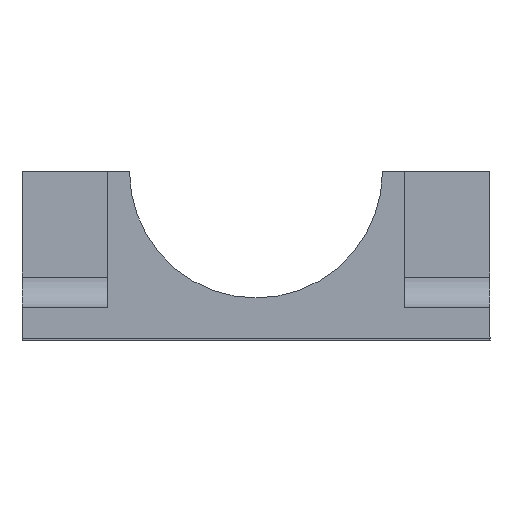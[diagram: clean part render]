
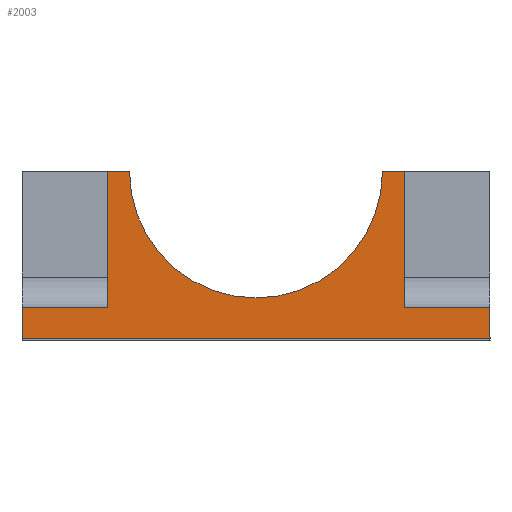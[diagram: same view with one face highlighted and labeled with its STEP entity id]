
A CAD part, top view. The second image highlights one B-rep face of the part: STEP entity #2003.
In plain terms, the highlighted planar face has unit normal (0, 0, 1).
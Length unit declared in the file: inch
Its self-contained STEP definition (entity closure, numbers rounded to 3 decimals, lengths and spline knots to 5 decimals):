
#197=CIRCLE('',#2059,0.5);
#231=CIRCLE('',#2149,1.136);
#232=CIRCLE('',#2150,1.136);
#313=FACE_OUTER_BOUND('',#425,.T.);
#425=EDGE_LOOP('',(#1764,#1765,#1766,#1767,#1768,#1769,#1770,#1771,#1772,
#1773,#1774,#1775));
#455=LINE('',#2687,#653);
#465=LINE('',#2710,#663);
#595=LINE('',#3408,#793);
#608=LINE('',#3438,#806);
#624=LINE('',#3509,#822);
#625=LINE('',#3512,#823);
#631=LINE('',#3534,#829);
#632=LINE('',#3536,#830);
#633=LINE('',#3541,#831);
#653=VECTOR('',#2184,0.0875);
#663=VECTOR('',#2198,0.0875);
#793=VECTOR('',#2450,0.12);
#806=VECTOR('',#2469,0.12);
#822=VECTOR('',#2567,0.3375);
#823=VECTOR('',#2572,0.53945);
#829=VECTOR('',#2600,0.3375);
#830=VECTOR('',#2603,0.53945);
#831=VECTOR('',#2608,1.84921);
#851=VERTEX_POINT('',#2684);
#852=VERTEX_POINT('',#2686);
#862=VERTEX_POINT('',#2707);
#863=VERTEX_POINT('',#2709);
#993=VERTEX_POINT('',#3405);
#994=VERTEX_POINT('',#3407);
#1007=VERTEX_POINT('',#3435);
#1008=VERTEX_POINT('',#3437);
#1022=VERTEX_POINT('',#3508);
#1027=VERTEX_POINT('',#3532);
#1028=VERTEX_POINT('',#3538);
#1029=VERTEX_POINT('',#3540);
#1039=EDGE_CURVE('',#852,#851,#455,.T.);
#1050=EDGE_CURVE('',#863,#862,#465,.T.);
#1161=EDGE_CURVE('',#862,#852,#197,.T.);
#1229=EDGE_CURVE('',#994,#993,#595,.T.);
#1244=EDGE_CURVE('',#1008,#1007,#608,.T.);
#1276=EDGE_CURVE('',#1022,#1008,#624,.T.);
#1278=EDGE_CURVE('',#851,#1022,#625,.T.);
#1289=EDGE_CURVE('',#993,#1027,#631,.T.);
#1290=EDGE_CURVE('',#1027,#863,#632,.T.);
#1291=EDGE_CURVE('',#1007,#1028,#231,.T.);
#1292=EDGE_CURVE('',#1028,#1029,#633,.T.);
#1293=EDGE_CURVE('',#1029,#994,#232,.T.);
#1764=ORIENTED_EDGE('',*,*,#1050,.T.);
#1765=ORIENTED_EDGE('',*,*,#1161,.T.);
#1766=ORIENTED_EDGE('',*,*,#1039,.T.);
#1767=ORIENTED_EDGE('',*,*,#1278,.T.);
#1768=ORIENTED_EDGE('',*,*,#1276,.T.);
#1769=ORIENTED_EDGE('',*,*,#1244,.T.);
#1770=ORIENTED_EDGE('',*,*,#1291,.T.);
#1771=ORIENTED_EDGE('',*,*,#1292,.T.);
#1772=ORIENTED_EDGE('',*,*,#1293,.T.);
#1773=ORIENTED_EDGE('',*,*,#1229,.T.);
#1774=ORIENTED_EDGE('',*,*,#1289,.T.);
#1775=ORIENTED_EDGE('',*,*,#1290,.T.);
#1913=PLANE('',#2148);
#2003=ADVANCED_FACE('',(#313),#1913,.T.);
#2059=AXIS2_PLACEMENT_3D('',#3081,#2342,#2343);
#2148=AXIS2_PLACEMENT_3D('',#3537,#2604,#2605);
#2149=AXIS2_PLACEMENT_3D('',#3539,#2606,#2607);
#2150=AXIS2_PLACEMENT_3D('',#3542,#2609,#2610);
#2184=DIRECTION('',(-1.,0.,0.));
#2198=DIRECTION('',(-1.,0.,0.));
#2342=DIRECTION('center_axis',(0.,0.,
-1.));
#2343=DIRECTION('ref_axis',(-1.,0.,0.));
#2450=DIRECTION('',(0.,1.,0.));
#2469=DIRECTION('',(0.,-1.,0.));
#2567=DIRECTION('',(-1.,0.,0.));
#2572=DIRECTION('',(0.,-1.,0.));
#2600=DIRECTION('',(-1.,0.,0.));
#2603=DIRECTION('',(0.,1.,0.));
#2604=DIRECTION('center_axis',(0.,0.,
1.));
#2605=DIRECTION('ref_axis',(1.,0.,0.));
#2606=DIRECTION('center_axis',(0.,0.,1.));
#2607=DIRECTION('ref_axis',(1.,0.,0.));
#2608=DIRECTION('',(1.,0.,0.));
#2609=DIRECTION('center_axis',(0.,0.,1.));
#2610=DIRECTION('ref_axis',(1.,0.,0.));
#2684=CARTESIAN_POINT('',(-0.5875,0.,2.325));
#2686=CARTESIAN_POINT('',(-0.5,0.,2.325));
#2687=CARTESIAN_POINT('',(-0.66023,0.,2.325));
#2707=CARTESIAN_POINT('',(0.5,0.,2.325));
#2709=CARTESIAN_POINT('',(0.5875,0.,2.325));
#2710=CARTESIAN_POINT('',(-0.66023,0.,2.325));
#3081=CARTESIAN_POINT('Origin',(0.,0.,2.325));
#3405=CARTESIAN_POINT('',(0.925,-0.53945,2.325));
#3407=CARTESIAN_POINT('',(0.925,-0.65945,2.325));
#3408=CARTESIAN_POINT('',(0.925,0.,2.325));
#3435=CARTESIAN_POINT('',(-0.925,-0.65945,2.325));
#3437=CARTESIAN_POINT('',(-0.925,-0.53945,2.325));
#3438=CARTESIAN_POINT('',(-0.925,-0.33,2.325));
#3508=CARTESIAN_POINT('',(-0.5875,-0.53945,2.325));
#3509=CARTESIAN_POINT('',(-0.925,-0.53945,2.325));
#3512=CARTESIAN_POINT('',(-0.5875,-0.16498,2.325));
#3532=CARTESIAN_POINT('',(0.5875,-0.53945,2.325));
#3534=CARTESIAN_POINT('',(0.925,-0.53945,2.325));
#3536=CARTESIAN_POINT('',(0.5875,-0.12464,2.325));
#3537=CARTESIAN_POINT('Origin',(0.,0.,2.325));
#3538=CARTESIAN_POINT('',(-0.92461,-0.66,2.325));
#3539=CARTESIAN_POINT('Origin',(0.,0.,2.325));
#3540=CARTESIAN_POINT('',(0.92461,-0.66,2.325));
#3541=CARTESIAN_POINT('',(0.4625,-0.66,2.325));
#3542=CARTESIAN_POINT('Origin',(0.,0.,2.325));
